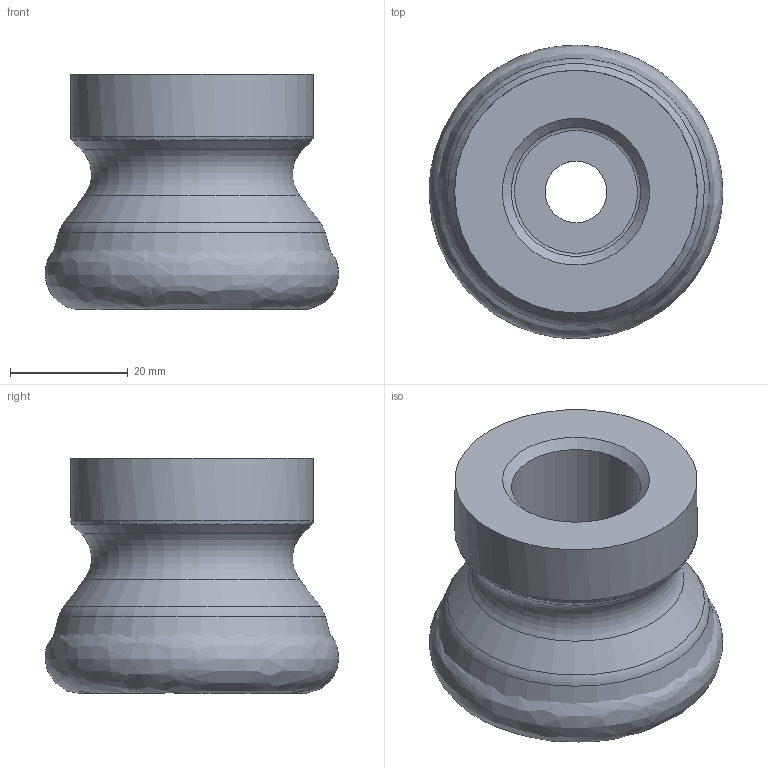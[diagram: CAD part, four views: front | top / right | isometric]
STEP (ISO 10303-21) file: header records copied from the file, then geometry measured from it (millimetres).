
FILE_DESCRIPTION(/* description */ (''),/* implementation_level */ '2;1');
FILE_NAME(/* name */ '1668155808174.stp',/* time_stamp */ '2022-11-11T14:07:03+06:00',/* author */ (''),/* organization */ ('SMS'),/* preprocessor_version */ 'ST-DEVELOPER v16.7',/* originating_system */ 'SIEMENS PLM Software NX 12.0',/* authorisation */ '');
FILE_SCHEMA (('AUTOMOTIVE_DESIGN { 1 0 10303 214 3 1 1 1 }'));
Length unit declared in the file: millimetre
Products named in the file (4): 204373886mod000_00; ASSEMBLY_CONSTRUCTION; 204377431mod000_00; 204377432mod000_00
Assembly tree (3 placements, depth 2):
  204377432mod000_00
    204377431mod000_00
    ASSEMBLY_CONSTRUCTION
    204373886mod000_00
Bounding box: 49.98 x 50 x 40 mm (x, y, z)
Volume: 52953.4 mm3; surface area: 14720.2 mm2
Topology: 2 solids, 2 shells, 25 faces, 52 edges, 45 vertices
Faces by surface type: torus 8, cone 6, plane 5, cylinder 5, bspline 1
Full cylindrical faces by diameter (mm): 10.5 x1, 17.1 x1, 22.011 x1, 22.5 x1, 41.3 x1
Entity records: 2630 total; most frequent: CARTESIAN_POINT 1961, DIRECTION 128, AXIS2_PLACEMENT_3D 64, FACE_BOUND 49, EDGE_LOOP 48, ORIENTED_EDGE 48, STYLED_ITEM 28, PRESENTATION_STYLE_ASSIGNMENT 28
